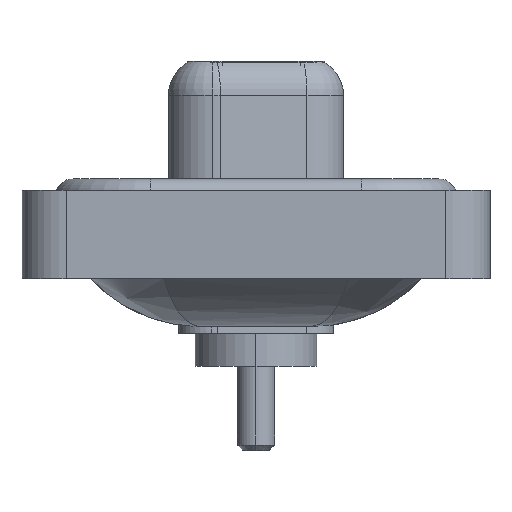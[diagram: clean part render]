
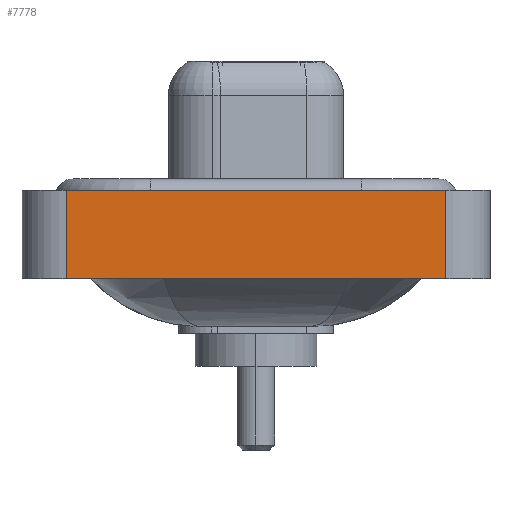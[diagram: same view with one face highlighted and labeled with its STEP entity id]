
A CAD part, left-side view. The second image highlights one B-rep face of the part: STEP entity #7778.
In plain terms, the highlighted planar face has unit normal (-1, 0, 0).
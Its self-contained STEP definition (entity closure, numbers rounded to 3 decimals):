
#74 = DIRECTION ( 'NONE',  ( 0., 0., 1. ) ) ;
#198 = VERTEX_POINT ( 'NONE', #12016 ) ;
#1757 = DIRECTION ( 'NONE',  ( 0., 0., 1. ) ) ;
#2867 = AXIS2_PLACEMENT_3D ( 'NONE', #5447, #6686, #1757 ) ;
#2913 = LINE ( 'NONE', #7749, #8181 ) ;
#3017 = ORIENTED_EDGE ( 'NONE', *, *, #12005, .T. ) ;
#3295 = VERTEX_POINT ( 'NONE', #9412 ) ;
#3366 = EDGE_CURVE ( 'NONE', #3295, #3470, #13834, .T. ) ;
#3470 = VERTEX_POINT ( 'NONE', #14319 ) ;
#4080 = EDGE_LOOP ( 'NONE', ( #3017, #15225, #13654, #10851 ) ) ;
#4144 = DIRECTION ( 'NONE',  ( 0., -1., 0. ) ) ;
#5447 = CARTESIAN_POINT ( 'NONE',  ( -7.3, -8.55, -3.6 ) ) ;
#5601 = DIRECTION ( 'NONE',  ( 0., -1., 0. ) ) ;
#6686 = DIRECTION ( 'NONE',  ( -1., 0., 0. ) ) ;
#7103 = LINE ( 'NONE', #10861, #9677 ) ;
#7592 = CARTESIAN_POINT ( 'NONE',  ( -7.3, 8.55, -3.6 ) ) ;
#7749 = CARTESIAN_POINT ( 'NONE',  ( -7.3, -8.55, -3.6 ) ) ;
#7778 = ADVANCED_FACE ( 'NONE', ( #12731 ), #15269, .T. ) ;
#8181 = VECTOR ( 'NONE', #4144, 1000. ) ;
#9412 = CARTESIAN_POINT ( 'NONE',  ( -7.3, 8.55, -3.6 ) ) ;
#9628 = DIRECTION ( 'NONE',  ( 0., 0., 1. ) ) ;
#9677 = VECTOR ( 'NONE', #9628, 1000. ) ;
#10851 = ORIENTED_EDGE ( 'NONE', *, *, #13677, .T. ) ;
#10861 = CARTESIAN_POINT ( 'NONE',  ( -7.3, -8.55, -3.6 ) ) ;
#11053 = EDGE_CURVE ( 'NONE', #3470, #198, #11824, .T. ) ;
#11824 = LINE ( 'NONE', #15258, #13098 ) ;
#12005 = EDGE_CURVE ( 'NONE', #16187, #198, #7103, .T. ) ;
#12016 = CARTESIAN_POINT ( 'NONE',  ( -7.3, -8.55, 0.4 ) ) ;
#12731 = FACE_OUTER_BOUND ( 'NONE', #4080, .T. ) ;
#13098 = VECTOR ( 'NONE', #5601, 1000. ) ;
#13654 = ORIENTED_EDGE ( 'NONE', *, *, #3366, .F. ) ;
#13677 = EDGE_CURVE ( 'NONE', #3295, #16187, #2913, .T. ) ;
#13834 = LINE ( 'NONE', #7592, #13966 ) ;
#13966 = VECTOR ( 'NONE', #74, 1000. ) ;
#14319 = CARTESIAN_POINT ( 'NONE',  ( -7.3, 8.55, 0.4 ) ) ;
#15225 = ORIENTED_EDGE ( 'NONE', *, *, #11053, .F. ) ;
#15258 = CARTESIAN_POINT ( 'NONE',  ( -7.3, -8.55, 0.4 ) ) ;
#15269 = PLANE ( 'NONE',  #2867 ) ;
#15803 = CARTESIAN_POINT ( 'NONE',  ( -7.3, -8.55, -3.6 ) ) ;
#16187 = VERTEX_POINT ( 'NONE', #15803 ) ;
